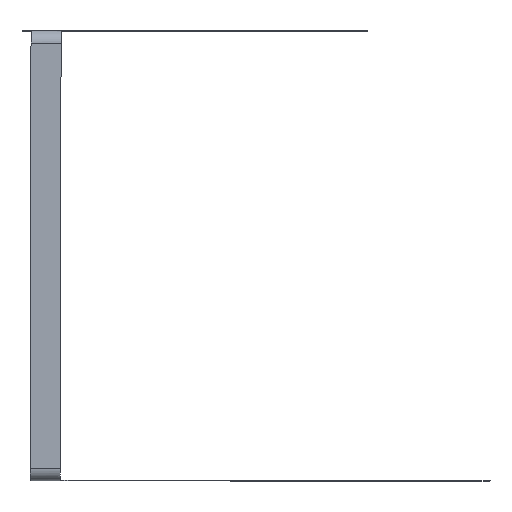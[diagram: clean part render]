
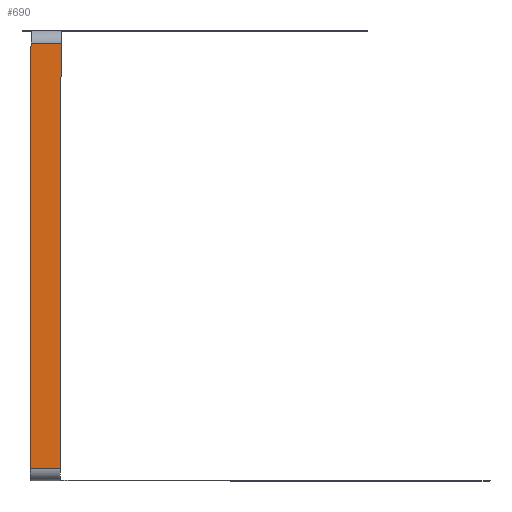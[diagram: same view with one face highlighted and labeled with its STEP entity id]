
A CAD part, left-side view. The second image highlights one B-rep face of the part: STEP entity #690.
In plain terms, the highlighted planar face has unit normal (-1, -0.002, 0).
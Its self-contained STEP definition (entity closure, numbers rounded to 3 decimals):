
#665 = VERTEX_POINT('',#666);
#666 = CARTESIAN_POINT('',(91.05,71.615,
    -72.814));
#672 = EDGE_CURVE('',#673,#665,#675,.T.);
#673 = VERTEX_POINT('',#674);
#674 = CARTESIAN_POINT('',(91.042,76.615,
    -72.808));
#675 = LINE('',#676,#677);
#676 = CARTESIAN_POINT('',(91.042,76.615,
    -72.808));
#677 = VECTOR('',#678,1.);
#678 = DIRECTION('',(0.002,-1.,
    -0.001));
#690 = ADVANCED_FACE('',(#691),#716,.T.);
#691 = FACE_BOUND('',#692,.T.);
#692 = EDGE_LOOP('',(#693,#694,#702,#710));
#693 = ORIENTED_EDGE('',*,*,#672,.T.);
#694 = ORIENTED_EDGE('',*,*,#695,.T.);
#695 = EDGE_CURVE('',#665,#696,#698,.T.);
#696 = VERTEX_POINT('',#697);
#697 = CARTESIAN_POINT('',(91.05,71.502,
    -2.024));
#698 = LINE('',#699,#700);
#699 = CARTESIAN_POINT('',(91.05,71.615,
    -72.814));
#700 = VECTOR('',#701,1.);
#701 = DIRECTION('',(0.,-0.002,
    1.));
#702 = ORIENTED_EDGE('',*,*,#703,.T.);
#703 = EDGE_CURVE('',#696,#704,#706,.T.);
#704 = VERTEX_POINT('',#705);
#705 = CARTESIAN_POINT('',(91.042,76.502,
    -2.024));
#706 = LINE('',#707,#708);
#707 = CARTESIAN_POINT('',(91.05,71.502,
    -2.024));
#708 = VECTOR('',#709,1.);
#709 = DIRECTION('',(-0.002,1.,
    0.));
#710 = ORIENTED_EDGE('',*,*,#711,.T.);
#711 = EDGE_CURVE('',#704,#673,#712,.T.);
#712 = LINE('',#713,#714);
#713 = CARTESIAN_POINT('',(91.042,76.502,
    -2.024));
#714 = VECTOR('',#715,1.);
#715 = DIRECTION('',(0.,0.002,
    -1.));
#716 = PLANE('',#717);
#717 = AXIS2_PLACEMENT_3D('',#718,#719,#720);
#718 = CARTESIAN_POINT('',(91.042,76.615,
    -72.808));
#719 = DIRECTION('',(-1.,-0.002,
    0.));
#720 = DIRECTION('',(0.,-0.002,
    1.));
